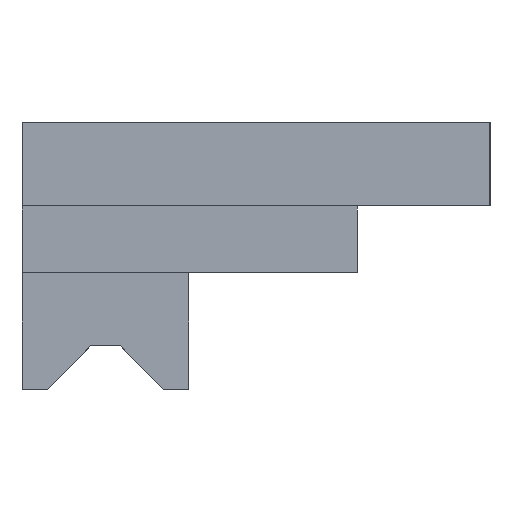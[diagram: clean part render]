
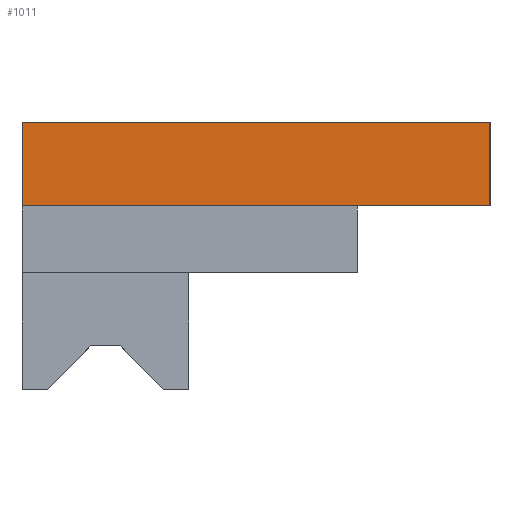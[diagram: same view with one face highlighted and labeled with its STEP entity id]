
A CAD part, left-side view. The second image highlights one B-rep face of the part: STEP entity #1011.
In plain terms, the highlighted planar face has unit normal (-1, 0, 0).
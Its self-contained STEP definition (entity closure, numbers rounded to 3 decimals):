
#521=CARTESIAN_POINT('',(7.94,-202.744,465.05));
#522=VERTEX_POINT('',#521);
#529=CARTESIAN_POINT('',(7.94,-202.744,470.05));
#530=VERTEX_POINT('',#529);
#531=CARTESIAN_POINT('',(7.94,-202.744,470.05));
#532=DIRECTION('',(0.,0.,-1.));
#533=VECTOR('',#532,5.);
#534=LINE('',#531,#533);
#535=EDGE_CURVE('',#530,#522,#534,.T.);
#713=CARTESIAN_POINT('',(7.94,-230.777,465.05));
#714=VERTEX_POINT('',#713);
#721=CARTESIAN_POINT('',(7.94,-222.839,465.05));
#722=VERTEX_POINT('',#721);
#723=CARTESIAN_POINT('',(7.94,-222.839,465.05));
#724=DIRECTION('',(-0.,-1.,-0.));
#725=VECTOR('',#724,7.938);
#726=LINE('',#723,#725);
#727=EDGE_CURVE('',#722,#714,#726,.T.);
#955=CARTESIAN_POINT('',(7.94,-230.777,470.05));
#956=VERTEX_POINT('',#955);
#957=CARTESIAN_POINT('',(7.94,-202.744,470.05));
#958=DIRECTION('',(-0.,-1.,-0.));
#959=VECTOR('',#958,28.033);
#960=LINE('',#957,#959);
#961=EDGE_CURVE('',#530,#956,#960,.T.);
#985=CARTESIAN_POINT('',(7.94,-230.777,470.05));
#986=DIRECTION('',(-0.,-0.,-1.));
#987=VECTOR('',#986,5.);
#988=LINE('',#985,#987);
#989=EDGE_CURVE('',#956,#714,#988,.T.);
#994=CARTESIAN_POINT('',(7.94,-230.748,90.208));
#995=DIRECTION('',(1.,-0.,0.));
#996=DIRECTION('',(0.,1.,0.));
#997=AXIS2_PLACEMENT_3D('',#994,#995,#996);
#998=PLANE('',#997);
#999=ORIENTED_EDGE('',*,*,#989,.F.);
#1000=ORIENTED_EDGE('',*,*,#961,.F.);
#1001=ORIENTED_EDGE('',*,*,#535,.T.);
#1002=CARTESIAN_POINT('',(7.94,-222.839,465.05));
#1003=DIRECTION('',(0.,1.,0.));
#1004=VECTOR('',#1003,20.095);
#1005=LINE('',#1002,#1004);
#1006=EDGE_CURVE('',#722,#522,#1005,.T.);
#1007=ORIENTED_EDGE('',*,*,#1006,.F.);
#1008=ORIENTED_EDGE('',*,*,#727,.T.);
#1009=EDGE_LOOP('',(#999,#1000,#1001,#1007,#1008));
#1010=FACE_BOUND('',#1009,.T.);
#1011=ADVANCED_FACE('',(#1010),#998,.F.);
